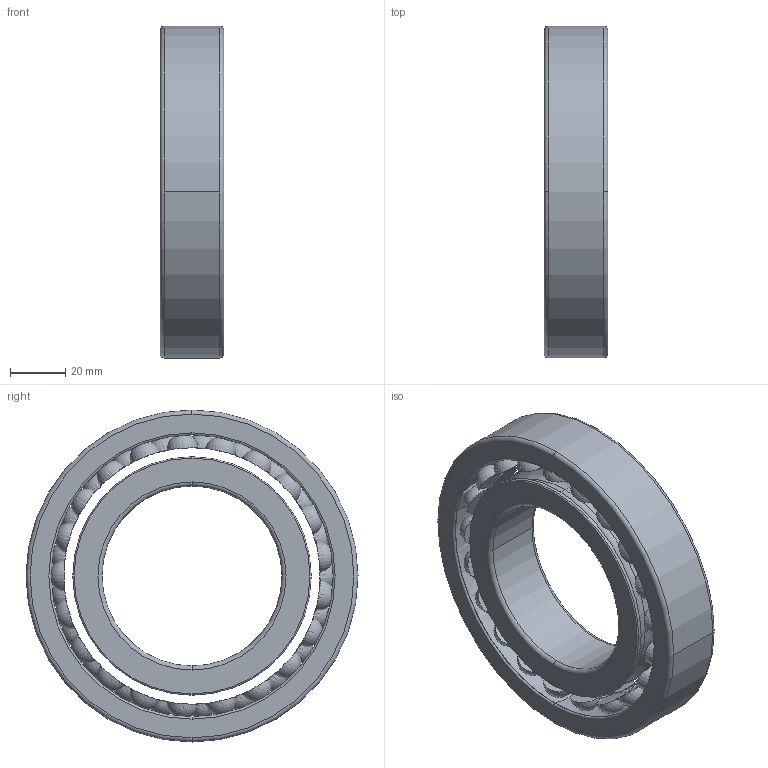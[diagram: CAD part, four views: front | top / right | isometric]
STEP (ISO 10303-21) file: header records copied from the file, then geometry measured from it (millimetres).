
FILE_DESCRIPTION(('STEP AP214'),'1');
FILE_NAME('snr_1213_2.stp','2026-03-10T10:27:25',('TraceParts'),('TraceParts S.A.S.'),'Spatial InterOp 3D',' ',' ');
FILE_SCHEMA(('AUTOMOTIVE_DESIGN { 1 0 10303 214 1 1 1 1 }'));
Length unit declared in the file: millimetre
Products named in the file (1): 1
Bounding box: 23 x 120 x 120 mm (x, y, z)
Volume: 146327 mm3; surface area: 54313.6 mm2
Topology: 4 solids, 4 shells, 212 faces, 628 edges, 332 vertices
Faces by surface type: torus 112, sphere 86, cylinder 10, plane 4
Entity records: 8573 total; most frequent: CARTESIAN_POINT 3860, DIRECTION 998, ORIENTED_EDGE 912, AXIS2_PLACEMENT_3D 494, EDGE_CURVE 456, VERTEX_POINT 332, EDGE_LOOP 300, CIRCLE 278
